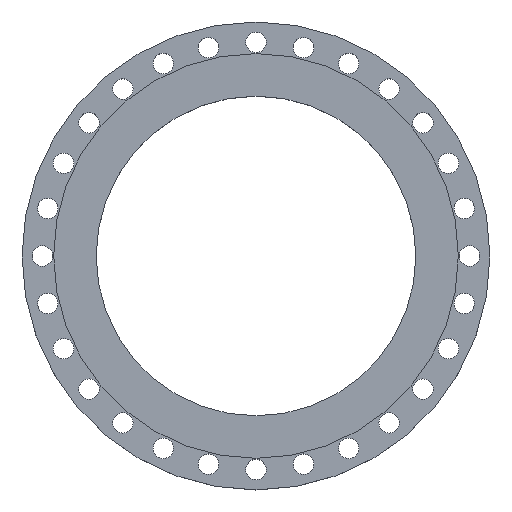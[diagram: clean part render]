
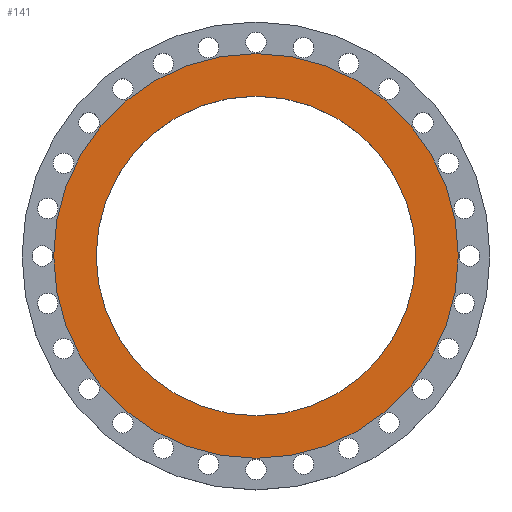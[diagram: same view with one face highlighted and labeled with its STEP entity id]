
A CAD part, top view. The second image highlights one B-rep face of the part: STEP entity #141.
In plain terms, the highlighted planar face has unit normal (0, 0, 1).
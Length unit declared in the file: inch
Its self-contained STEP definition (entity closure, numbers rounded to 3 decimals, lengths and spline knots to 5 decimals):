
#4 = CARTESIAN_POINT ( 'NONE',  ( 0., 0., 0. ) ) ;
#12 = FACE_BOUND ( 'NONE', #206, .T. ) ;
#141 = ADVANCED_FACE ( 'NONE', ( #12, #367 ), #2407, .F. ) ;
#170 = CARTESIAN_POINT ( 'NONE',  ( 18.59375, 0., 0. ) ) ;
#177 = AXIS2_PLACEMENT_3D ( 'NONE', #1184, #578, #2009 ) ;
#183 = CIRCLE ( 'NONE', #2225, 14.6875 ) ;
#206 = EDGE_LOOP ( 'NONE', ( #1480, #2026 ) ) ;
#269 = CIRCLE ( 'NONE', #1721, 14.6875 ) ;
#294 = AXIS2_PLACEMENT_3D ( 'NONE', #1103, #714, #665 ) ;
#328 = DIRECTION ( 'NONE',  ( 0., 0., 1. ) ) ;
#367 = FACE_OUTER_BOUND ( 'NONE', #1032, .T. ) ;
#426 = VERTEX_POINT ( 'NONE', #1298 ) ;
#448 = CARTESIAN_POINT ( 'NONE',  ( -14.6875, 0., 0. ) ) ;
#578 = DIRECTION ( 'NONE',  ( 0., 0., -1. ) ) ;
#599 = DIRECTION ( 'NONE',  ( 0., 0., 1. ) ) ;
#623 = EDGE_CURVE ( 'NONE', #2370, #1200, #1870, .T. ) ;
#665 = DIRECTION ( 'NONE',  ( 1., 0., 0. ) ) ;
#714 = DIRECTION ( 'NONE',  ( 0., 0., 1. ) ) ;
#1032 = EDGE_LOOP ( 'NONE', ( #1087, #2073 ) ) ;
#1049 = EDGE_CURVE ( 'NONE', #2511, #426, #269, .T. ) ;
#1087 = ORIENTED_EDGE ( 'NONE', *, *, #2626, .T. ) ;
#1103 = CARTESIAN_POINT ( 'NONE',  ( 0., 0., 0. ) ) ;
#1127 = CIRCLE ( 'NONE', #1471, 18.59375 ) ;
#1184 = CARTESIAN_POINT ( 'NONE',  ( 0., 14.6875, 0. ) ) ;
#1200 = VERTEX_POINT ( 'NONE', #170 ) ;
#1298 = CARTESIAN_POINT ( 'NONE',  ( 14.6875, 0., 0. ) ) ;
#1360 = EDGE_CURVE ( 'NONE', #426, #2511, #183, .T. ) ;
#1423 = DIRECTION ( 'NONE',  ( 1., 0., 0. ) ) ;
#1471 = AXIS2_PLACEMENT_3D ( 'NONE', #2011, #328, #2180 ) ;
#1480 = ORIENTED_EDGE ( 'NONE', *, *, #1360, .F. ) ;
#1721 = AXIS2_PLACEMENT_3D ( 'NONE', #4, #1840, #1423 ) ;
#1840 = DIRECTION ( 'NONE',  ( 0., 0., 1. ) ) ;
#1870 = CIRCLE ( 'NONE', #294, 18.59375 ) ;
#2009 = DIRECTION ( 'NONE',  ( -1., 0., 0. ) ) ;
#2011 = CARTESIAN_POINT ( 'NONE',  ( 0., 0., 0. ) ) ;
#2026 = ORIENTED_EDGE ( 'NONE', *, *, #1049, .F. ) ;
#2032 = CARTESIAN_POINT ( 'NONE',  ( 0., 0., 0. ) ) ;
#2073 = ORIENTED_EDGE ( 'NONE', *, *, #623, .T. ) ;
#2180 = DIRECTION ( 'NONE',  ( 1., 0., 0. ) ) ;
#2225 = AXIS2_PLACEMENT_3D ( 'NONE', #2032, #599, #2255 ) ;
#2255 = DIRECTION ( 'NONE',  ( 1., 0., 0. ) ) ;
#2370 = VERTEX_POINT ( 'NONE', #2402 ) ;
#2402 = CARTESIAN_POINT ( 'NONE',  ( -18.59375, 0., 0. ) ) ;
#2407 = PLANE ( 'NONE',  #177 ) ;
#2511 = VERTEX_POINT ( 'NONE', #448 ) ;
#2626 = EDGE_CURVE ( 'NONE', #1200, #2370, #1127, .T. ) ;
